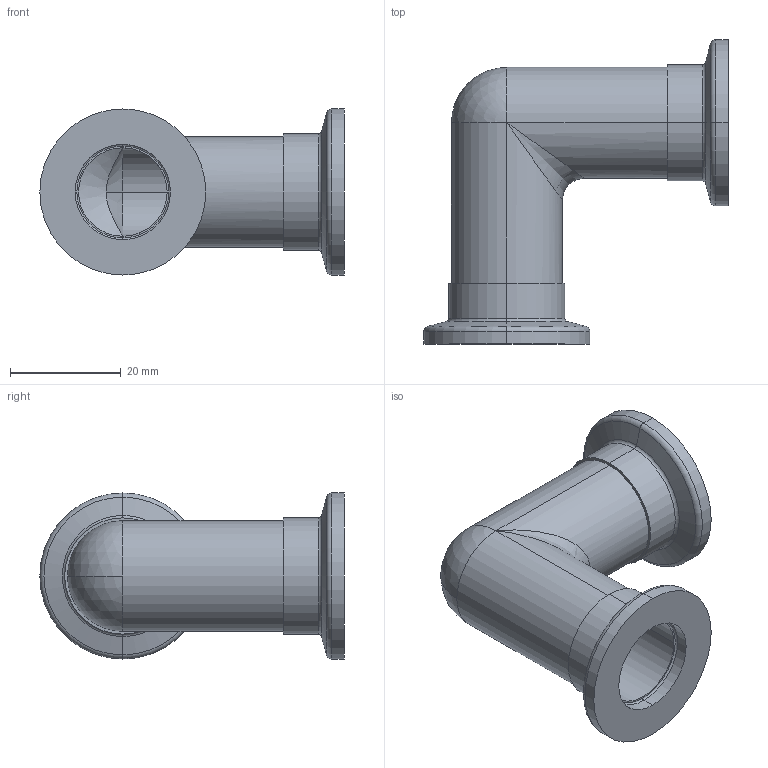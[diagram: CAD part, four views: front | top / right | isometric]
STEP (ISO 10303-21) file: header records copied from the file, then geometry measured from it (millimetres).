
FILE_DESCRIPTION (( 'STEP AP214' ), '1' );
FILE_NAME ('110RRB016-90.step', '2017-07-06T09:39:34', ( 'install' ), ( '' ), 'SwSTEP 2.0', 'SolidWorks 2015', '' );
FILE_SCHEMA (( 'AUTOMOTIVE_DESIGN' ));
Length unit declared in the file: millimetre
Products named in the file (1): 110RRB016-90
Bounding box: 55 x 55 x 30 mm (x, y, z)
Volume: 12372.2 mm3; surface area: 10699.2 mm2
Topology: 1 solids, 1 shells, 48 faces, 100 edges, 54 vertices
Faces by surface type: cylinder 20, torus 12, cone 7, plane 6, sphere 2, bspline 1
Entity records: 1400 total; most frequent: CARTESIAN_POINT 336, DIRECTION 251, ORIENTED_EDGE 192, AXIS2_PLACEMENT_3D 113, EDGE_CURVE 96, CIRCLE 65, EDGE_LOOP 54, VERTEX_POINT 54
